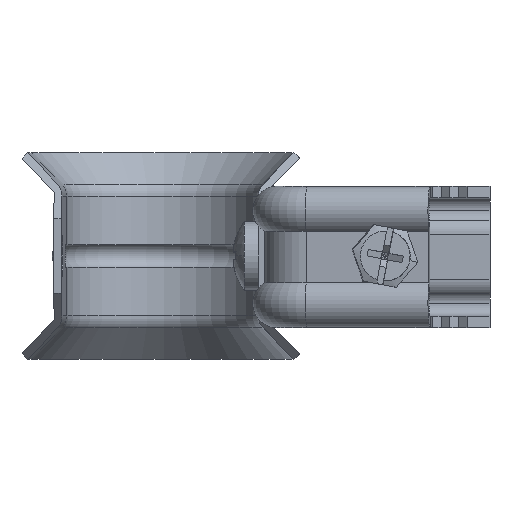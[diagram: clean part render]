
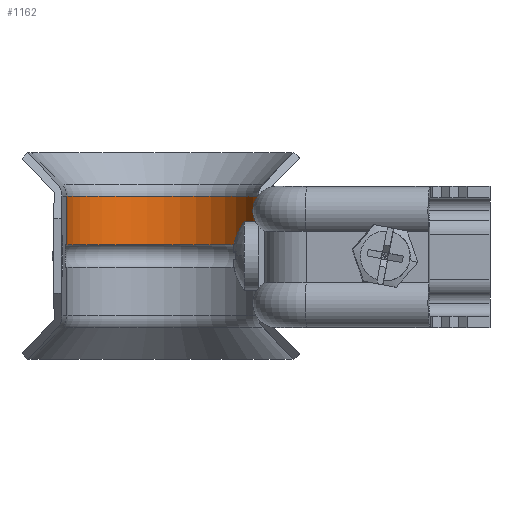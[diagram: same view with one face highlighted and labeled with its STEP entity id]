
A CAD part, front view. The second image highlights one B-rep face of the part: STEP entity #1162.
In plain terms, the highlighted cylindrical face has radius 16.7 mm (diameter 33.4 mm), a partial arc.
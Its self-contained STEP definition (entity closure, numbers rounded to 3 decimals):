
#506 = ORIENTED_EDGE ( 'NONE', *, *, #1293, .T. ) ;
#621 = AXIS2_PLACEMENT_3D ( 'NONE', #2242, #9721, #9661 ) ;
#1151 = DIRECTION ( 'NONE',  ( 0., 0., -1. ) ) ;
#1162 = ADVANCED_FACE ( 'NONE', ( #1264 ), #3694, .F. ) ;
#1264 = FACE_OUTER_BOUND ( 'NONE', #7372, .T. ) ;
#1274 = LINE ( 'NONE', #2093, #2737 ) ;
#1293 = EDGE_CURVE ( 'NONE', #10681, #4864, #4599, .T. ) ;
#2093 = CARTESIAN_POINT ( 'NONE',  ( -1.35, -89.25, -11.649 ) ) ;
#2242 = CARTESIAN_POINT ( 'NONE',  ( -18.05, -89.25, -10.429 ) ) ;
#2408 = ORIENTED_EDGE ( 'NONE', *, *, #4139, .T. ) ;
#2490 = CARTESIAN_POINT ( 'NONE',  ( -1.35, -89.25, -1.921 ) ) ;
#2737 = VECTOR ( 'NONE', #7820, 1000. ) ;
#3102 = DIRECTION ( 'NONE',  ( -1., 0., 0. ) ) ;
#3351 = EDGE_CURVE ( 'NONE', #10681, #9178, #1274, .T. ) ;
#3359 = LINE ( 'NONE', #7678, #3437 ) ;
#3437 = VECTOR ( 'NONE', #6662, 1000. ) ;
#3694 = CYLINDRICAL_SURFACE ( 'NONE', #7699, 16.7 ) ;
#3855 = EDGE_CURVE ( 'NONE', #9178, #9402, #7234, .T. ) ;
#4139 = EDGE_CURVE ( 'NONE', #4864, #9402, #3359, .T. ) ;
#4599 = CIRCLE ( 'NONE', #621, 16.7 ) ;
#4739 = CARTESIAN_POINT ( 'NONE',  ( -34.743, -89.731, -1.921 ) ) ;
#4864 = VERTEX_POINT ( 'NONE', #9344 ) ;
#5466 = CARTESIAN_POINT ( 'NONE',  ( -1.35, -89.25, -10.429 ) ) ;
#5613 = ORIENTED_EDGE ( 'NONE', *, *, #3855, .F. ) ;
#5745 = ORIENTED_EDGE ( 'NONE', *, *, #3351, .F. ) ;
#6662 = DIRECTION ( 'NONE',  ( 0., 0., 1. ) ) ;
#7102 = DIRECTION ( 'NONE',  ( -1., 0., 0. ) ) ;
#7234 = CIRCLE ( 'NONE', #8612, 16.7 ) ;
#7372 = EDGE_LOOP ( 'NONE', ( #5613, #5745, #506, #2408 ) ) ;
#7678 = CARTESIAN_POINT ( 'NONE',  ( -34.743, -89.731, -11.649 ) ) ;
#7699 = AXIS2_PLACEMENT_3D ( 'NONE', #8678, #1151, #7102 ) ;
#7820 = DIRECTION ( 'NONE',  ( 0., 0., 1. ) ) ;
#8612 = AXIS2_PLACEMENT_3D ( 'NONE', #9933, #8889, #3102 ) ;
#8678 = CARTESIAN_POINT ( 'NONE',  ( -18.05, -89.25, 0. ) ) ;
#8889 = DIRECTION ( 'NONE',  ( 0., 0., -1. ) ) ;
#9178 = VERTEX_POINT ( 'NONE', #2490 ) ;
#9344 = CARTESIAN_POINT ( 'NONE',  ( -34.743, -89.731, -10.429 ) ) ;
#9402 = VERTEX_POINT ( 'NONE', #4739 ) ;
#9661 = DIRECTION ( 'NONE',  ( 1., 0., 0. ) ) ;
#9721 = DIRECTION ( 'NONE',  ( 0., 0., -1. ) ) ;
#9933 = CARTESIAN_POINT ( 'NONE',  ( -18.05, -89.25, -1.921 ) ) ;
#10681 = VERTEX_POINT ( 'NONE', #5466 ) ;
